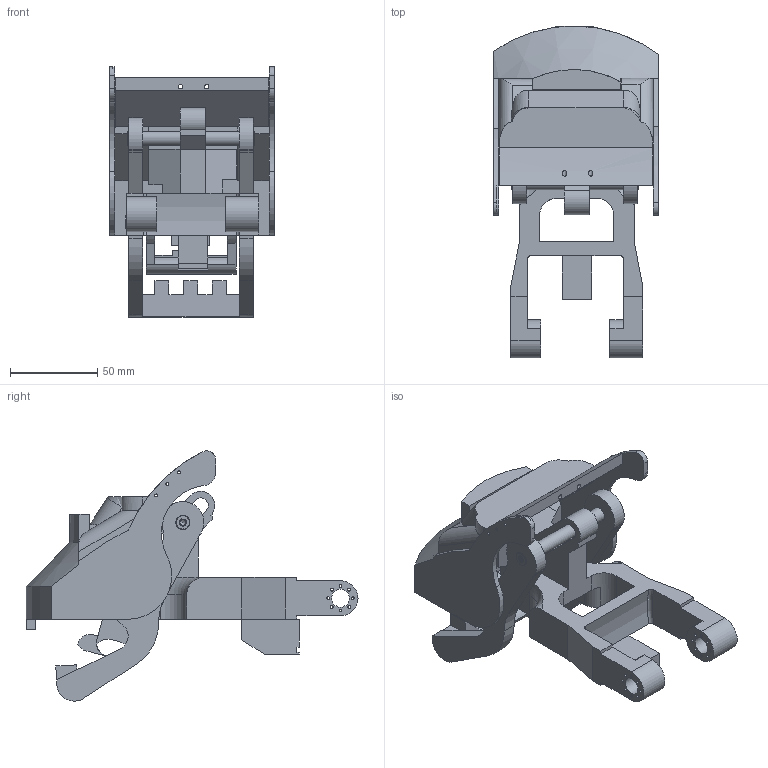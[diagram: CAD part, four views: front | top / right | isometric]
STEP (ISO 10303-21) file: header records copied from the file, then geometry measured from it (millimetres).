
FILE_DESCRIPTION(/* description */ (''),/* implementation_level */ '2;1');
FILE_NAME(/* name */ 'face_assy.stp',/* time_stamp */ '2017-08-19T18:20:22+09:00',/* author */ (''),/* organization */ (''),/* preprocessor_version */ 'ST-DEVELOPER v16.13',/* originating_system */ 'Autodesk Translation Framework v6.1.1.50',/* authorisation */ '');
FILE_SCHEMA (('AUTOMOTIVE_DESIGN { 1 0 10303 214 3 1 1 }'));
Length unit declared in the file: millimetre
Products named in the file (8): face_assy; face_main; コンポーネント5; face_crank; face_ago; face_eye; face_head; face_slide_poll
Assembly tree (7 placements, depth 3):
  face_assy
    face_main
      コンポーネント5
    face_crank
    face_ago
    face_eye
    face_head
    face_slide_poll
Bounding box: 94.4 x 190 x 143.19 mm (x, y, z)
Volume: 334044.9 mm3; surface area: 127721.7 mm2
Topology: 6 solids, 7 shells, 413 faces, 1196 edges, 790 vertices
Faces by surface type: plane 245, cylinder 144, bspline 13, cone 7, torus 4
Full cylindrical faces by diameter (mm): 1.623 x17, 1.7 x9, 2.2 x12, 2.6 x2, 8 x3, 8.1 x2, 8.5 x2, 10.2 x4, 12 x2, 20 x1
Entity records: 17208 total; most frequent: CARTESIAN_POINT 6133, DIRECTION 2239, ORIENTED_EDGE 2226, EDGE_CURVE 1113, VERTEX_POINT 767, AXIS2_PLACEMENT_3D 759, LINE 721, VECTOR 721
